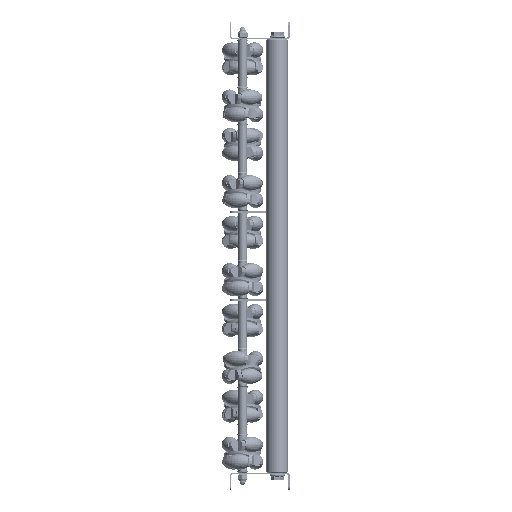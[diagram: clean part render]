
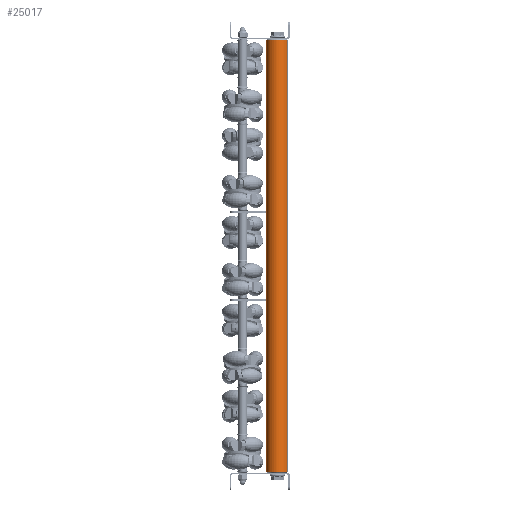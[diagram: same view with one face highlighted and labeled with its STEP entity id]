
A CAD part, left-side view. The second image highlights one B-rep face of the part: STEP entity #25017.
In plain terms, the highlighted cylindrical face has radius 12.5 mm (diameter 25 mm), a partial arc.
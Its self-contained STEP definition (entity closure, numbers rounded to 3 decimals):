
#790 = EDGE_CURVE ( 'NONE', #14249, #26918, #10482, .T. ) ;
#1477 = VECTOR ( 'NONE', #31344, 1000. ) ;
#2722 = LINE ( 'NONE', #5282, #7654 ) ;
#2765 = AXIS2_PLACEMENT_3D ( 'NONE', #14680, #7311, #33474 ) ;
#4002 = CIRCLE ( 'NONE', #8357, 12.5 ) ;
#4614 = EDGE_CURVE ( 'NONE', #28863, #8300, #2722, .T. ) ;
#5282 = CARTESIAN_POINT ( 'NONE',  ( 500., 0., -12.5 ) ) ;
#5471 = CARTESIAN_POINT ( 'NONE',  ( 1., 0., 12.5 ) ) ;
#7311 = DIRECTION ( 'NONE',  ( -1., 0., 0. ) ) ;
#7654 = VECTOR ( 'NONE', #15542, 1000. ) ;
#8300 = VERTEX_POINT ( 'NONE', #32426 ) ;
#8357 = AXIS2_PLACEMENT_3D ( 'NONE', #13947, #24876, #16503 ) ;
#9936 = AXIS2_PLACEMENT_3D ( 'NONE', #15572, #13187, #20890 ) ;
#10482 = LINE ( 'NONE', #25550, #1477 ) ;
#13187 = DIRECTION ( 'NONE',  ( 1., 0., 0. ) ) ;
#13529 = CARTESIAN_POINT ( 'NONE',  ( 499., 0., 12.5 ) ) ;
#13947 = CARTESIAN_POINT ( 'NONE',  ( 499., 0., 0. ) ) ;
#14249 = VERTEX_POINT ( 'NONE', #13529 ) ;
#14263 = ORIENTED_EDGE ( 'NONE', *, *, #4614, .F. ) ;
#14680 = CARTESIAN_POINT ( 'NONE',  ( 500., 0., 0. ) ) ;
#15542 = DIRECTION ( 'NONE',  ( -1., 0., 0. ) ) ;
#15572 = CARTESIAN_POINT ( 'NONE',  ( 1., 0., 0. ) ) ;
#15850 = EDGE_LOOP ( 'NONE', ( #14263, #16659, #19748, #30163 ) ) ;
#16503 = DIRECTION ( 'NONE',  ( 0., 0., -1. ) ) ;
#16659 = ORIENTED_EDGE ( 'NONE', *, *, #20234, .T. ) ;
#17941 = CARTESIAN_POINT ( 'NONE',  ( 499., 0., -12.5 ) ) ;
#19748 = ORIENTED_EDGE ( 'NONE', *, *, #790, .T. ) ;
#20234 = EDGE_CURVE ( 'NONE', #28863, #14249, #4002, .T. ) ;
#20788 = CIRCLE ( 'NONE', #9936, 12.5 ) ;
#20890 = DIRECTION ( 'NONE',  ( 0., 0., -1. ) ) ;
#22715 = CYLINDRICAL_SURFACE ( 'NONE', #2765, 12.5 ) ;
#22878 = FACE_OUTER_BOUND ( 'NONE', #15850, .T. ) ;
#24876 = DIRECTION ( 'NONE',  ( -1., 0., 0. ) ) ;
#25017 = ADVANCED_FACE ( 'NONE', ( #22878 ), #22715, .T. ) ;
#25550 = CARTESIAN_POINT ( 'NONE',  ( 500., 0., 12.5 ) ) ;
#26358 = EDGE_CURVE ( 'NONE', #26918, #8300, #20788, .T. ) ;
#26918 = VERTEX_POINT ( 'NONE', #5471 ) ;
#28863 = VERTEX_POINT ( 'NONE', #17941 ) ;
#30163 = ORIENTED_EDGE ( 'NONE', *, *, #26358, .T. ) ;
#31344 = DIRECTION ( 'NONE',  ( -1., 0., 0. ) ) ;
#32426 = CARTESIAN_POINT ( 'NONE',  ( 1., 0., -12.5 ) ) ;
#33474 = DIRECTION ( 'NONE',  ( 0., 0., 1. ) ) ;
